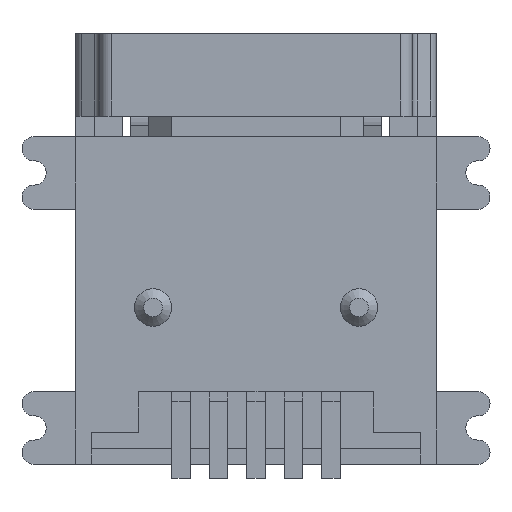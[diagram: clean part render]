
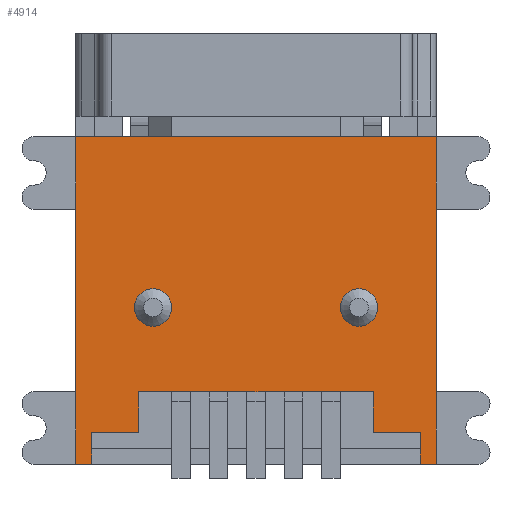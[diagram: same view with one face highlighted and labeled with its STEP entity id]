
A CAD part, front view. The second image highlights one B-rep face of the part: STEP entity #4914.
In plain terms, the highlighted planar face has unit normal (0, -1, 0).
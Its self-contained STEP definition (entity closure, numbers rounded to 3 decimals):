
#95=CIRCLE('',#5225,0.4);
#96=CIRCLE('',#5226,0.4);
#301=ORIENTED_EDGE('',*,*,#1753,.T.);
#302=ORIENTED_EDGE('',*,*,#1754,.T.);
#303=ORIENTED_EDGE('',*,*,#1755,.T.);
#304=ORIENTED_EDGE('',*,*,#1756,.T.);
#305=ORIENTED_EDGE('',*,*,#1757,.T.);
#306=ORIENTED_EDGE('',*,*,#1758,.T.);
#307=ORIENTED_EDGE('',*,*,#1759,.T.);
#308=ORIENTED_EDGE('',*,*,#1760,.T.);
#309=ORIENTED_EDGE('',*,*,#1761,.T.);
#310=ORIENTED_EDGE('',*,*,#1762,.T.);
#311=ORIENTED_EDGE('',*,*,#1763,.T.);
#312=ORIENTED_EDGE('',*,*,#1764,.T.);
#313=ORIENTED_EDGE('',*,*,#1765,.F.);
#314=ORIENTED_EDGE('',*,*,#1766,.T.);
#315=ORIENTED_EDGE('',*,*,#1767,.T.);
#316=ORIENTED_EDGE('',*,*,#1768,.F.);
#317=ORIENTED_EDGE('',*,*,#1769,.F.);
#318=ORIENTED_EDGE('',*,*,#1770,.F.);
#1753=EDGE_CURVE('',#2471,#2471,#95,.T.);
#1754=EDGE_CURVE('',#2472,#2472,#96,.T.);
#1755=EDGE_CURVE('',#2473,#2474,#2965,.T.);
#1756=EDGE_CURVE('',#2474,#2475,#2966,.T.);
#1757=EDGE_CURVE('',#2475,#2476,#2967,.T.);
#1758=EDGE_CURVE('',#2476,#2477,#2968,.T.);
#1759=EDGE_CURVE('',#2477,#2478,#2969,.T.);
#1760=EDGE_CURVE('',#2478,#2479,#2970,.T.);
#1761=EDGE_CURVE('',#2479,#2480,#2971,.T.);
#1762=EDGE_CURVE('',#2480,#2481,#2972,.T.);
#1763=EDGE_CURVE('',#2481,#2482,#2973,.T.);
#1764=EDGE_CURVE('',#2482,#2483,#2974,.T.);
#1765=EDGE_CURVE('',#2484,#2483,#2975,.T.);
#1766=EDGE_CURVE('',#2484,#2485,#2976,.T.);
#1767=EDGE_CURVE('',#2485,#2486,#2977,.T.);
#1768=EDGE_CURVE('',#2487,#2486,#2978,.T.);
#1769=EDGE_CURVE('',#2488,#2487,#2979,.T.);
#1770=EDGE_CURVE('',#2473,#2488,#2980,.T.);
#2471=VERTEX_POINT('',#7128);
#2472=VERTEX_POINT('',#7130);
#2473=VERTEX_POINT('',#7132);
#2474=VERTEX_POINT('',#7133);
#2475=VERTEX_POINT('',#7135);
#2476=VERTEX_POINT('',#7137);
#2477=VERTEX_POINT('',#7139);
#2478=VERTEX_POINT('',#7141);
#2479=VERTEX_POINT('',#7143);
#2480=VERTEX_POINT('',#7145);
#2481=VERTEX_POINT('',#7147);
#2482=VERTEX_POINT('',#7149);
#2483=VERTEX_POINT('',#7151);
#2484=VERTEX_POINT('',#7153);
#2485=VERTEX_POINT('',#7155);
#2486=VERTEX_POINT('',#7157);
#2487=VERTEX_POINT('',#7159);
#2488=VERTEX_POINT('',#7161);
#2965=LINE('',#7131,#3593);
#2966=LINE('',#7134,#3594);
#2967=LINE('',#7136,#3595);
#2968=LINE('',#7138,#3596);
#2969=LINE('',#7140,#3597);
#2970=LINE('',#7142,#3598);
#2971=LINE('',#7144,#3599);
#2972=LINE('',#7146,#3600);
#2973=LINE('',#7148,#3601);
#2974=LINE('',#7150,#3602);
#2975=LINE('',#7152,#3603);
#2976=LINE('',#7154,#3604);
#2977=LINE('',#7156,#3605);
#2978=LINE('',#7158,#3606);
#2979=LINE('',#7160,#3607);
#2980=LINE('',#7162,#3608);
#3593=VECTOR('',#5712,1000.);
#3594=VECTOR('',#5713,1000.);
#3595=VECTOR('',#5714,1000.);
#3596=VECTOR('',#5715,1000.);
#3597=VECTOR('',#5716,1000.);
#3598=VECTOR('',#5717,1000.);
#3599=VECTOR('',#5718,1000.);
#3600=VECTOR('',#5719,1000.);
#3601=VECTOR('',#5720,1000.);
#3602=VECTOR('',#5721,1000.);
#3603=VECTOR('',#5722,1000.);
#3604=VECTOR('',#5723,1000.);
#3605=VECTOR('',#5724,1000.);
#3606=VECTOR('',#5725,1000.);
#3607=VECTOR('',#5726,1000.);
#3608=VECTOR('',#5727,1000.);
#4158=EDGE_LOOP('',(#301));
#4159=EDGE_LOOP('',(#302));
#4160=EDGE_LOOP('',(#303,#304,#305,#306,#307,#308,#309,#310,#311,#312,#313,
#314,#315,#316,#317,#318));
#4436=FACE_BOUND('',#4158,.T.);
#4437=FACE_BOUND('',#4159,.T.);
#4438=FACE_BOUND('',#4160,.T.);
#4704=PLANE('',#5224);
#4914=ADVANCED_FACE('',(#4436,#4437,#4438),#4704,.T.);
#5224=AXIS2_PLACEMENT_3D('',#7126,#5706,#5707);
#5225=AXIS2_PLACEMENT_3D('',#7127,#5708,#5709);
#5226=AXIS2_PLACEMENT_3D('',#7129,#5710,#5711);
#5706=DIRECTION('',(0.,-1.,0.));
#5707=DIRECTION('',(0.,0.,-1.));
#5708=DIRECTION('',(0.,1.,0.));
#5709=DIRECTION('',(0.,0.,1.));
#5710=DIRECTION('',(0.,1.,0.));
#5711=DIRECTION('',(0.,0.,1.));
#5712=DIRECTION('',(1.,0.,0.));
#5713=DIRECTION('',(0.,0.,1.));
#5714=DIRECTION('',(1.,0.,0.));
#5715=DIRECTION('',(0.,0.,1.));
#5716=DIRECTION('',(1.,0.,0.));
#5717=DIRECTION('',(0.,0.,-1.));
#5718=DIRECTION('',(1.,0.,0.));
#5719=DIRECTION('',(0.,0.,-1.));
#5720=DIRECTION('',(1.,0.,0.));
#5721=DIRECTION('',(0.,0.,1.));
#5722=DIRECTION('',(0.,0.,-1.));
#5723=DIRECTION('',(0.,0.,1.));
#5724=DIRECTION('',(-1.,0.,0.));
#5725=DIRECTION('',(0.,0.,1.));
#5726=DIRECTION('',(0.,0.,1.));
#5727=DIRECTION('',(0.,0.,1.));
#7126=CARTESIAN_POINT('',(-3.85,0.,-7.44));
#7127=CARTESIAN_POINT('',(2.2,0.,-4.09));
#7128=CARTESIAN_POINT('',(2.2,0.,-3.69));
#7129=CARTESIAN_POINT('',(-2.2,0.,-4.09));
#7130=CARTESIAN_POINT('',(-2.2,0.,-3.69));
#7131=CARTESIAN_POINT('',(-3.85,0.,-7.44));
#7132=CARTESIAN_POINT('',(-3.85,0.,-7.44));
#7133=CARTESIAN_POINT('',(-3.51,0.,-7.44));
#7134=CARTESIAN_POINT('',(-3.51,0.,-7.44));
#7135=CARTESIAN_POINT('',(-3.51,0.,-6.76));
#7136=CARTESIAN_POINT('',(-3.85,0.,-6.76));
#7137=CARTESIAN_POINT('',(-2.5,0.,-6.76));
#7138=CARTESIAN_POINT('',(-2.5,0.,-7.44));
#7139=CARTESIAN_POINT('',(-2.5,0.,-5.89));
#7140=CARTESIAN_POINT('',(-3.85,0.,-5.89));
#7141=CARTESIAN_POINT('',(2.5,0.,-5.89));
#7142=CARTESIAN_POINT('',(2.5,0.,-7.44));
#7143=CARTESIAN_POINT('',(2.5,0.,-6.76));
#7144=CARTESIAN_POINT('',(-3.85,0.,-6.76));
#7145=CARTESIAN_POINT('',(3.51,0.,-6.76));
#7146=CARTESIAN_POINT('',(3.51,0.,-7.44));
#7147=CARTESIAN_POINT('',(3.51,0.,-7.44));
#7148=CARTESIAN_POINT('',(-3.85,0.,-7.44));
#7149=CARTESIAN_POINT('',(3.85,0.,-7.44));
#7150=CARTESIAN_POINT('',(3.85,0.,-7.44));
#7151=CARTESIAN_POINT('',(3.85,0.,-5.89));
#7152=CARTESIAN_POINT('',(3.85,0.,-7.44));
#7153=CARTESIAN_POINT('',(3.85,0.,-1.99));
#7154=CARTESIAN_POINT('',(3.85,0.,-7.44));
#7155=CARTESIAN_POINT('',(3.85,0.,-0.44));
#7156=CARTESIAN_POINT('',(-3.85,0.,-0.44));
#7157=CARTESIAN_POINT('',(-3.85,0.,-0.44));
#7158=CARTESIAN_POINT('',(-3.85,0.,-7.44));
#7159=CARTESIAN_POINT('',(-3.85,0.,-1.99));
#7160=CARTESIAN_POINT('',(-3.85,0.,-7.44));
#7161=CARTESIAN_POINT('',(-3.85,0.,-5.89));
#7162=CARTESIAN_POINT('',(-3.85,0.,-7.44));
